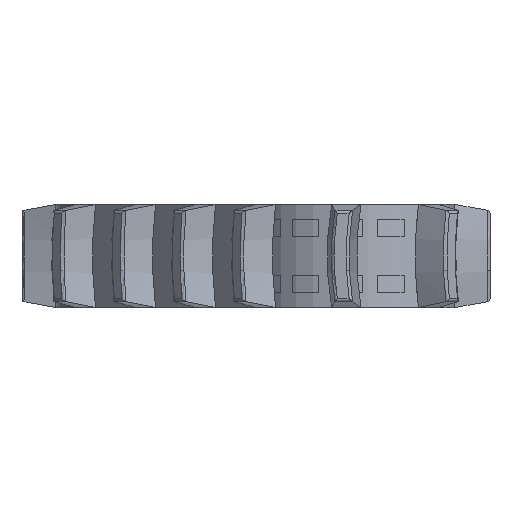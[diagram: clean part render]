
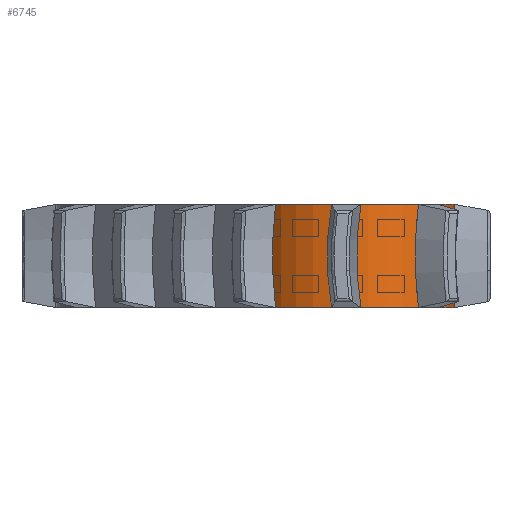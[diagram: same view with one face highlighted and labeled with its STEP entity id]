
A CAD part, left-side view. The second image highlights one B-rep face of the part: STEP entity #6745.
In plain terms, the highlighted cylindrical face has radius 36 mm (diameter 72 mm), a partial arc.
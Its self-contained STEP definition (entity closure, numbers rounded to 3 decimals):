
#1941 = VECTOR ( 'NONE', #11967, 1000. ) ;
#2245 = DIRECTION ( 'NONE',  ( 0., 0., 1. ) ) ;
#2319 = CARTESIAN_POINT ( 'NONE',  ( -298.246, 45.394, 30. ) ) ;
#2998 = VECTOR ( 'NONE', #7254, 1000. ) ;
#3809 = CIRCLE ( 'NONE', #15244, 36. ) ;
#3880 = CARTESIAN_POINT ( 'NONE',  ( -274.889, 18., -5. ) ) ;
#4205 = EDGE_LOOP ( 'NONE', ( #8911, #11464, #11345, #15270 ) ) ;
#5117 = CARTESIAN_POINT ( 'NONE',  ( -274.889, -18., -5. ) ) ;
#6745 = ADVANCED_FACE ( 'NONE', ( #10927 ), #20895, .T. ) ;
#6897 = VERTEX_POINT ( 'NONE', #15341 ) ;
#6966 = VERTEX_POINT ( 'NONE', #2319 ) ;
#7254 = DIRECTION ( 'NONE',  ( 0., 0., 1. ) ) ;
#7473 = DIRECTION ( 'NONE',  ( 0., 0., 1. ) ) ;
#7485 = EDGE_CURVE ( 'NONE', #6966, #9979, #12750, .T. ) ;
#8067 = DIRECTION ( 'NONE',  ( 0., 0., 1. ) ) ;
#8682 = CARTESIAN_POINT ( 'NONE',  ( -274.889, -18., -5. ) ) ;
#8911 = ORIENTED_EDGE ( 'NONE', *, *, #15364, .T. ) ;
#9275 = CARTESIAN_POINT ( 'NONE',  ( -274.889, 18., -5. ) ) ;
#9979 = VERTEX_POINT ( 'NONE', #16642 ) ;
#10154 = VERTEX_POINT ( 'NONE', #8682 ) ;
#10927 = FACE_OUTER_BOUND ( 'NONE', #4205, .T. ) ;
#11345 = ORIENTED_EDGE ( 'NONE', *, *, #13261, .F. ) ;
#11464 = ORIENTED_EDGE ( 'NONE', *, *, #7485, .F. ) ;
#11967 = DIRECTION ( 'NONE',  ( 0., 0., 1. ) ) ;
#12095 = EDGE_CURVE ( 'NONE', #6897, #10154, #3809, .T. ) ;
#12750 = CIRCLE ( 'NONE', #15852, 36. ) ;
#13261 = EDGE_CURVE ( 'NONE', #6897, #6966, #15418, .T. ) ;
#15004 = LINE ( 'NONE', #5117, #1941 ) ;
#15244 = AXIS2_PLACEMENT_3D ( 'NONE', #3880, #2245, #20474 ) ;
#15270 = ORIENTED_EDGE ( 'NONE', *, *, #12095, .T. ) ;
#15341 = CARTESIAN_POINT ( 'NONE',  ( -298.246, 45.394, -5. ) ) ;
#15364 = EDGE_CURVE ( 'NONE', #10154, #9979, #15004, .T. ) ;
#15418 = LINE ( 'NONE', #17484, #2998 ) ;
#15852 = AXIS2_PLACEMENT_3D ( 'NONE', #19010, #7473, #19442 ) ;
#16642 = CARTESIAN_POINT ( 'NONE',  ( -274.889, -18., 30. ) ) ;
#16671 = DIRECTION ( 'NONE',  ( 1., 0., 0. ) ) ;
#17231 = AXIS2_PLACEMENT_3D ( 'NONE', #9275, #8067, #16671 ) ;
#17484 = CARTESIAN_POINT ( 'NONE',  ( -298.246, 45.394, -5. ) ) ;
#19010 = CARTESIAN_POINT ( 'NONE',  ( -274.889, 18., 30. ) ) ;
#19442 = DIRECTION ( 'NONE',  ( 1., 0., 0. ) ) ;
#20474 = DIRECTION ( 'NONE',  ( 1., 0., 0. ) ) ;
#20895 = CYLINDRICAL_SURFACE ( 'NONE', #17231, 36. ) ;
